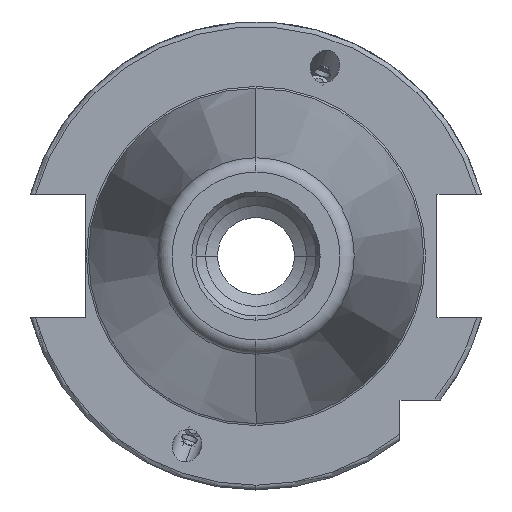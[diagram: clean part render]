
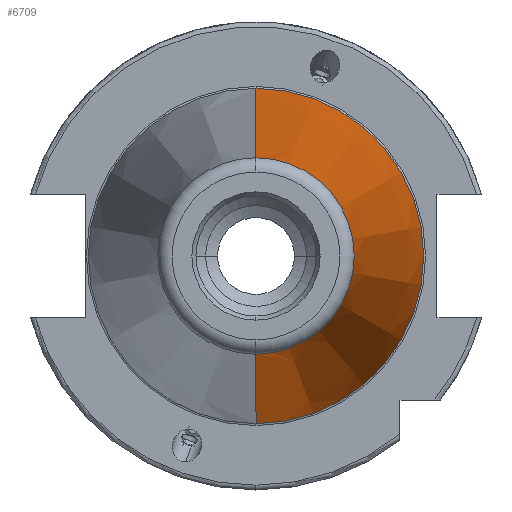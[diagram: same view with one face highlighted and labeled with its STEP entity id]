
A CAD part, left-side view. The second image highlights one B-rep face of the part: STEP entity #6709.
In plain terms, the highlighted conical face has half-angle 8.297 degrees and reference radius 34.925 mm.
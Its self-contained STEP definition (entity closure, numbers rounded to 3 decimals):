
#2616 = DIRECTION ( 'NONE',  ( 0.99, 0., -0.144 ) ) ;
#2617 = VECTOR ( 'NONE', #2616, 1000. ) ;
#2618 = CARTESIAN_POINT ( 'NONE',  ( 0., 0., -34.925 ) ) ;
#2622 = LINE ( 'NONE', #2618, #2617 ) ;
#2671 = DIRECTION ( 'NONE',  ( 0.99, 0., 0.144 ) ) ;
#2672 = VECTOR ( 'NONE', #2671, 1000. ) ;
#2673 = CARTESIAN_POINT ( 'NONE',  ( 0., 0., 34.925 ) ) ;
#2674 = LINE ( 'NONE', #2673, #2672 ) ;
#5073 = DIRECTION ( 'NONE',  ( 0., 0., -1. ) ) ;
#5074 = DIRECTION ( 'NONE',  ( -1., 0., 0. ) ) ;
#5075 = CARTESIAN_POINT ( 'NONE',  ( 0., 0., 0. ) ) ;
#5076 = AXIS2_PLACEMENT_3D ( 'NONE', #5075, #5074, #5073 ) ;
#5085 = CARTESIAN_POINT ( 'NONE',  ( -99.183, 0., -20.461 ) ) ;
#5086 = CIRCLE ( 'NONE', #5076, 34.925 ) ;
#5110 = CARTESIAN_POINT ( 'NONE',  ( 0., 0., 34.925 ) ) ;
#5248 = CONICAL_SURFACE ( 'NONE', #5260, 34.925, 0.145 ) ;
#5249 = FACE_OUTER_BOUND ( 'NONE', #6714, .T. ) ;
#5255 = DIRECTION ( 'NONE',  ( 0., 0., 1. ) ) ;
#5256 = CARTESIAN_POINT ( 'NONE',  ( -99.183, 0., 20.461 ) ) ;
#5260 = AXIS2_PLACEMENT_3D ( 'NONE', #5263, #5262, #5255 ) ;
#5262 = DIRECTION ( 'NONE',  ( 1., 0., 0. ) ) ;
#5263 = CARTESIAN_POINT ( 'NONE',  ( 0., 0., 0. ) ) ;
#5324 = DIRECTION ( 'NONE',  ( -1., 0., 0. ) ) ;
#5330 = CARTESIAN_POINT ( 'NONE',  ( 0., 0., -34.925 ) ) ;
#5341 = CIRCLE ( 'NONE', #5370, 20.461 ) ;
#5344 = CARTESIAN_POINT ( 'NONE',  ( -99.183, 0., 0. ) ) ;
#5370 = AXIS2_PLACEMENT_3D ( 'NONE', #5344, #5324, #5382 ) ;
#5382 = DIRECTION ( 'NONE',  ( 0., 0., -1. ) ) ;
#6126 = EDGE_CURVE ( 'NONE', #6692, #6713, #2622, .T. ) ;
#6131 = EDGE_CURVE ( 'NONE', #6710, #6698, #2674, .T. ) ;
#6689 = ORIENTED_EDGE ( 'NONE', *, *, #6696, .T. ) ;
#6690 = ORIENTED_EDGE ( 'NONE', *, *, #6131, .F. ) ;
#6691 = ORIENTED_EDGE ( 'NONE', *, *, #6716, .F. ) ;
#6692 = VERTEX_POINT ( 'NONE', #5085 ) ;
#6696 = EDGE_CURVE ( 'NONE', #6713, #6698, #5086, .T. ) ;
#6698 = VERTEX_POINT ( 'NONE', #5110 ) ;
#6709 = ADVANCED_FACE ( 'NONE', ( #5249 ), #5248, .T. ) ;
#6710 = VERTEX_POINT ( 'NONE', #5256 ) ;
#6713 = VERTEX_POINT ( 'NONE', #5330 ) ;
#6714 = EDGE_LOOP ( 'NONE', ( #6691, #6715, #6689, #6690 ) ) ;
#6715 = ORIENTED_EDGE ( 'NONE', *, *, #6126, .T. ) ;
#6716 = EDGE_CURVE ( 'NONE', #6692, #6710, #5341, .T. ) ;
